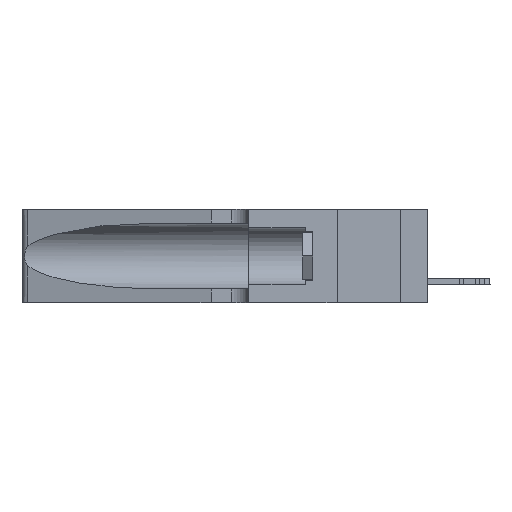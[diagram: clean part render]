
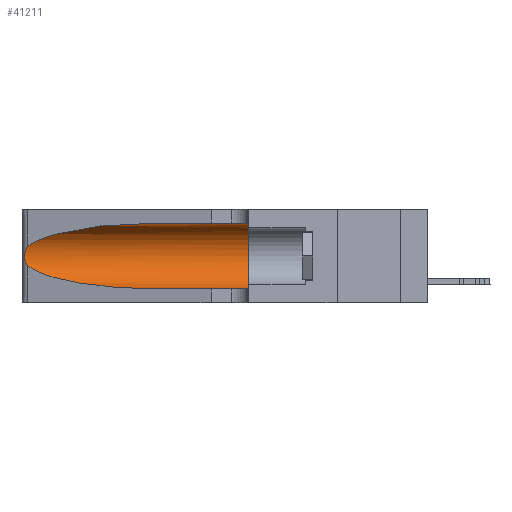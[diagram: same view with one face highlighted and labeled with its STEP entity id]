
A CAD part, left-side view. The second image highlights one B-rep face of the part: STEP entity #41211.
In plain terms, the highlighted cylindrical face has radius 3.308 mm (diameter 6.617 mm), a partial arc.
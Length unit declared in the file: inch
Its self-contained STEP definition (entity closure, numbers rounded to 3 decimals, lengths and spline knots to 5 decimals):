
#1330 = FACE_OUTER_BOUND ( 'NONE', #17773, .T. ) ;
#2129 = CARTESIAN_POINT ( 'NONE',  ( 0.25487, 1.22718, 0.22369 ) ) ;
#2529 = CARTESIAN_POINT ( 'NONE',  ( 0.18966, 0.96281, 0.31525 ) ) ;
#2702 = CARTESIAN_POINT ( 'NONE',  ( 0.26075, 1.23896, 0.19203 ) ) ;
#3990 = VERTEX_POINT ( 'NONE', #16282 ) ;
#4808 = CARTESIAN_POINT ( 'NONE',  ( 0.1305, 0.72297, 0.05475 ) ) ;
#5621 = VERTEX_POINT ( 'NONE', #33449 ) ;
#5728 = CARTESIAN_POINT ( 'NONE',  ( 0.25555, 1.22994, 0.2215 ) ) ;
#5987 = CARTESIAN_POINT ( 'NONE',  ( 0.1305, 0.72297, 0.31525 ) ) ;
#6178 = CARTESIAN_POINT ( 'NONE',  ( 0.25856, 1.23593, 0.16098 ) ) ;
#7951 = AXIS2_PLACEMENT_3D ( 'NONE', #12711, #26418, #36741 ) ;
#8129 = DIRECTION ( 'NONE',  ( 0., -1., 0. ) ) ;
#8247 = CARTESIAN_POINT ( 'NONE',  ( 0.25487, 1.22718, 0.14631 ) ) ;
#9454 = CARTESIAN_POINT ( 'NONE',  ( 0.26075, 1.23896, 0.178 ) ) ;
#10059 = CARTESIAN_POINT ( 'NONE',  ( 0.25789, 1.23486, 0.15765 ) ) ;
#10511 = VERTEX_POINT ( 'NONE', #17164 ) ;
#11366 = EDGE_CURVE ( 'NONE', #10511, #5621, #14451, .T. ) ;
#12278 = CARTESIAN_POINT ( 'NONE',  ( 0.25487, 1.22718, 0.22369 ) ) ;
#12679 = CARTESIAN_POINT ( 'NONE',  ( 0.1305, 0.35, 0.05475 ) ) ;
#12711 = CARTESIAN_POINT ( 'NONE',  ( 0.1305, 0.35, 0.185 ) ) ;
#12924 = CARTESIAN_POINT ( 'NONE',  ( 0.25787, 1.23484, 0.2124 ) ) ;
#13025 = VERTEX_POINT ( 'NONE', #23657 ) ;
#13580 = LINE ( 'NONE', #23778, #31186 ) ;
#14451 =( BOUNDED_CURVE ( )  B_SPLINE_CURVE ( 3, ( #8247, #25264, #42336, #4808 ),
 .UNSPECIFIED., .F., .T. ) 
 B_SPLINE_CURVE_WITH_KNOTS ( ( 4, 4 ),
 ( 3.44316, 4.71239 ),
 .UNSPECIFIED. ) 
 CURVE ( )  GEOMETRIC_REPRESENTATION_ITEM ( )  RATIONAL_B_SPLINE_CURVE ( ( 1., 0.87, 0.87, 1. ) ) 
 REPRESENTATION_ITEM ( '' )  );
#16282 = CARTESIAN_POINT ( 'NONE',  ( 0.1305, 0.35, 0.31525 ) ) ;
#16785 = CARTESIAN_POINT ( 'NONE',  ( 0.26017, 1.23833, 0.17102 ) ) ;
#17164 = CARTESIAN_POINT ( 'NONE',  ( 0.25487, 1.22718, 0.14631 ) ) ;
#17773 = EDGE_LOOP ( 'NONE', ( #41708, #22298, #29053, #24962, #42500, #19916 ) ) ;
#17878 = VERTEX_POINT ( 'NONE', #29169 ) ;
#18142 = LINE ( 'NONE', #28591, #26654 ) ;
#19448 = EDGE_CURVE ( 'NONE', #17878, #3990, #18142, .T. ) ;
#19577 = EDGE_CURVE ( 'NONE', #13025, #10511, #30296, .T. ) ;
#19599 = CARTESIAN_POINT ( 'NONE',  ( 0.2373, 1.15595, 0.28018 ) ) ;
#19785 = CARTESIAN_POINT ( 'NONE',  ( 0.26018, 1.23835, 0.19895 ) ) ;
#19916 = ORIENTED_EDGE ( 'NONE', *, *, #19448, .F. ) ;
#19987 = EDGE_CURVE ( 'NONE', #17878, #13025, #22375, .T. ) ;
#20007 = CARTESIAN_POINT ( 'NONE',  ( 0.1305, 1.61858, 0.185 ) ) ;
#21682 = EDGE_CURVE ( 'NONE', #3990, #26805, #40358, .T. ) ;
#22298 = ORIENTED_EDGE ( 'NONE', *, *, #19577, .T. ) ;
#22375 =( BOUNDED_CURVE ( )  B_SPLINE_CURVE ( 3, ( #5987, #2529, #19599, #12278 ),
 .UNSPECIFIED., .F., .F. ) 
 B_SPLINE_CURVE_WITH_KNOTS ( ( 4, 4 ),
 ( 1.5708, 2.84003 ),
 .UNSPECIFIED. ) 
 CURVE ( )  GEOMETRIC_REPRESENTATION_ITEM ( )  RATIONAL_B_SPLINE_CURVE ( ( 1., 0.87, 0.87, 1. ) ) 
 REPRESENTATION_ITEM ( '' )  );
#23217 = CARTESIAN_POINT ( 'NONE',  ( 0.25555, 1.22993, 0.14849 ) ) ;
#23657 = CARTESIAN_POINT ( 'NONE',  ( 0.25487, 1.22718, 0.22369 ) ) ;
#23778 = CARTESIAN_POINT ( 'NONE',  ( 0.1305, 1.61858, 0.05475 ) ) ;
#24962 = ORIENTED_EDGE ( 'NONE', *, *, #29855, .T. ) ;
#25264 = CARTESIAN_POINT ( 'NONE',  ( 0.2373, 1.15595, 0.08982 ) ) ;
#26418 = DIRECTION ( 'NONE',  ( 0., 1., 0. ) ) ;
#26654 = VECTOR ( 'NONE', #8129, 39.37008 ) ;
#26774 = CARTESIAN_POINT ( 'NONE',  ( 0.25639, 1.23184, 0.21858 ) ) ;
#26805 = VERTEX_POINT ( 'NONE', #12679 ) ;
#28591 = CARTESIAN_POINT ( 'NONE',  ( 0.1305, 1.61858, 0.31525 ) ) ;
#29053 = ORIENTED_EDGE ( 'NONE', *, *, #11366, .T. ) ;
#29169 = CARTESIAN_POINT ( 'NONE',  ( 0.1305, 0.72297, 0.31525 ) ) ;
#29680 = CYLINDRICAL_SURFACE ( 'NONE', #37083, 0.13025 ) ;
#29855 = EDGE_CURVE ( 'NONE', #5621, #26805, #13580, .T. ) ;
#30296 = B_SPLINE_CURVE_WITH_KNOTS ( 'NONE', 3,
 ( #2129, #5728, #26774, #12924, #37248, #19785, #2702, #9454, #16785, #6178, #10059, #43699, #23217, #40245 ),
 .UNSPECIFIED., .F., .F.,
 ( 4, 2, 2, 2, 2, 2, 4 ),
 ( 0., 0.00027, 0.00053, 0.00107, 0.0016, 0.00187, 0.00214 ),
 .UNSPECIFIED. ) ;
#31186 = VECTOR ( 'NONE', #40663, 39.37008 ) ;
#33449 = CARTESIAN_POINT ( 'NONE',  ( 0.1305, 0.72297, 0.05475 ) ) ;
#36741 = DIRECTION ( 'NONE',  ( 0., 0., 1. ) ) ;
#37083 = AXIS2_PLACEMENT_3D ( 'NONE', #20007, #40922, #43911 ) ;
#37248 = CARTESIAN_POINT ( 'NONE',  ( 0.25854, 1.2359, 0.20912 ) ) ;
#40245 = CARTESIAN_POINT ( 'NONE',  ( 0.25487, 1.22718, 0.14631 ) ) ;
#40358 = CIRCLE ( 'NONE', #7951, 0.13025 ) ;
#40663 = DIRECTION ( 'NONE',  ( 0., -1., 0. ) ) ;
#40922 = DIRECTION ( 'NONE',  ( 0., -1., 0. ) ) ;
#41211 = ADVANCED_FACE ( 'NONE', ( #1330 ), #29680, .F. ) ;
#41708 = ORIENTED_EDGE ( 'NONE', *, *, #19987, .T. ) ;
#42336 = CARTESIAN_POINT ( 'NONE',  ( 0.18966, 0.96281, 0.05475 ) ) ;
#42500 = ORIENTED_EDGE ( 'NONE', *, *, #21682, .F. ) ;
#43699 = CARTESIAN_POINT ( 'NONE',  ( 0.25639, 1.23186, 0.15144 ) ) ;
#43911 = DIRECTION ( 'NONE',  ( 0., 0., -1. ) ) ;
